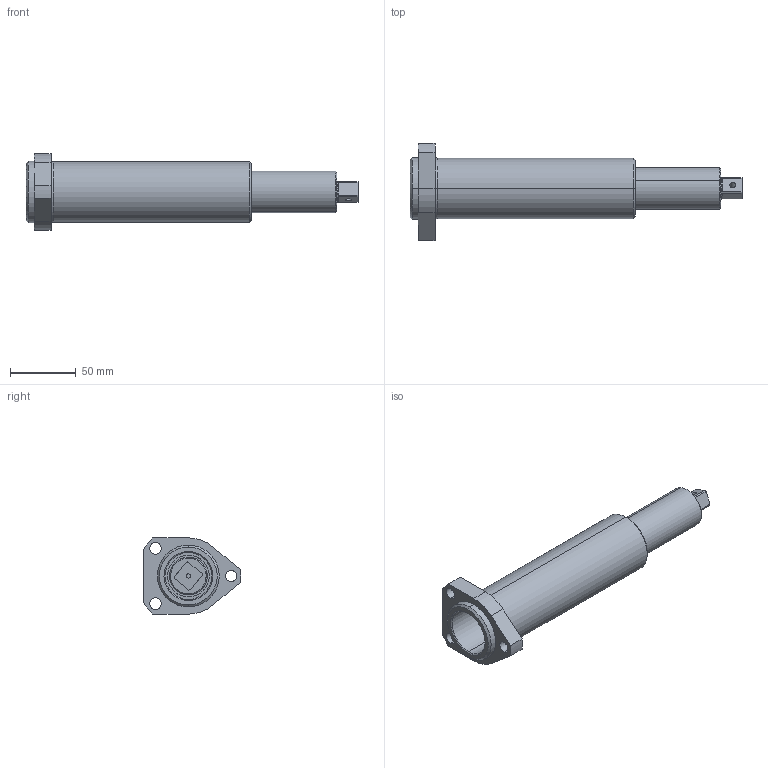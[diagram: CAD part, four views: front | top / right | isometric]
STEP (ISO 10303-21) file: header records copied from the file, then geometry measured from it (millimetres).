
FILE_DESCRIPTION (( 'STEP AP203' ), '1' );
FILE_NAME ('SA-3S3-2-62-50.STEP', '2014-01-09T14:57:11', ( '' ), ( '' ), 'SwSTEP 2.0', 'SolidWorks 2013', '' );
FILE_SCHEMA (( 'CONFIG_CONTROL_DESIGN' ));
Length unit declared in the file: millimetre
Products named in the file (4): SA-344H; R-5-12-6.47-20-1; SA-036; SA-3S3-2-62-50
Assembly tree (3 placements, depth 2):
  SA-3S3-2-62-50
    SA-344H
    R-5-12-6.47-20-1
    SA-036
Bounding box: 252.44 x 73.79 x 58 mm (x, y, z)
Volume: 249323.5 mm3; surface area: 113094.3 mm2
Topology: 6 solids, 6 shells, 142 faces, 334 edges, 214 vertices
Faces by surface type: cylinder 73, plane 45, cone 22, torus 2
Entity records: 4716 total; most frequent: CARTESIAN_POINT 900, DIRECTION 768, ORIENTED_EDGE 668, EDGE_CURVE 334, AXIS2_PLACEMENT_3D 314, VERTEX_POINT 214, EDGE_LOOP 174, CIRCLE 166
